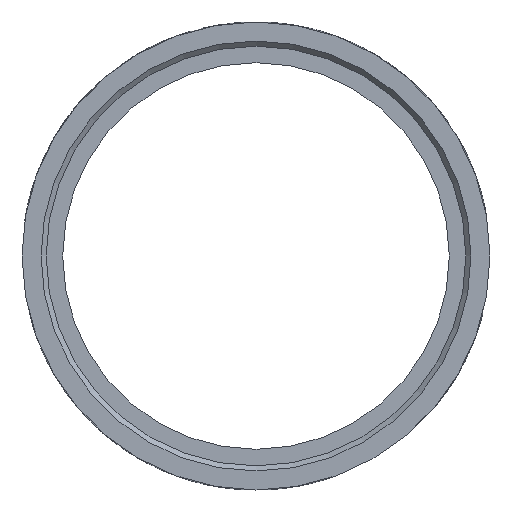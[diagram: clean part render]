
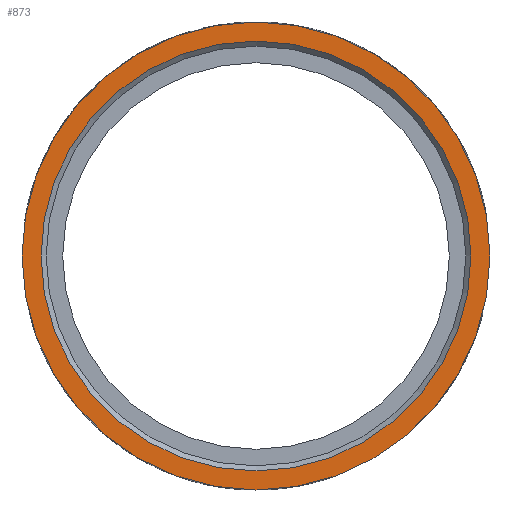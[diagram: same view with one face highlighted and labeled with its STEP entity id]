
A CAD part, left-side view. The second image highlights one B-rep face of the part: STEP entity #873.
In plain terms, the highlighted planar face has unit normal (-1, 0, 0).
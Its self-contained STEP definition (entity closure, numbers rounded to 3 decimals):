
#873=ADVANCED_FACE('',(#1074,#1075),#1061,.F.);
#1061=PLANE('',#4416);
#1074=FACE_BOUND('',#1395,.T.);
#1075=FACE_BOUND('',#1396,.T.);
#1395=EDGE_LOOP('',(#1777));
#1396=EDGE_LOOP('',(#1778));
#1777=ORIENTED_EDGE('',*,*,#3663,.T.);
#1778=ORIENTED_EDGE('',*,*,#3662,.T.);
#3032=VERTEX_POINT('',#5345);
#3033=VERTEX_POINT('',#5348);
#3662=EDGE_CURVE('',#3032,#3032,#4292,.T.);
#3663=EDGE_CURVE('',#3033,#3033,#4293,.T.);
#4292=CIRCLE('',#4413,23.);
#4293=CIRCLE('',#4415,21.125);
#4413=AXIS2_PLACEMENT_3D('',#5344,#4733,#4734);
#4415=AXIS2_PLACEMENT_3D('',#5347,#4737,#4738);
#4416=AXIS2_PLACEMENT_3D('',#5349,#4739,#4740);
#4733=DIRECTION('',(-1.,0.,0.));
#4734=DIRECTION('',(0.,0.,1.));
#4737=DIRECTION('',(1.,0.,0.));
#4738=DIRECTION('',(0.,0.,-1.));
#4739=DIRECTION('',(1.,0.,0.));
#4740=DIRECTION('',(0.,0.,-1.));
#5344=CARTESIAN_POINT('',(0.,0.,0.));
#5345=CARTESIAN_POINT('',(0.,0.,23.));
#5347=CARTESIAN_POINT('',(0.,0.,0.));
#5348=CARTESIAN_POINT('',(0.,0.,-21.125));
#5349=CARTESIAN_POINT('',(0.,23.,0.));
